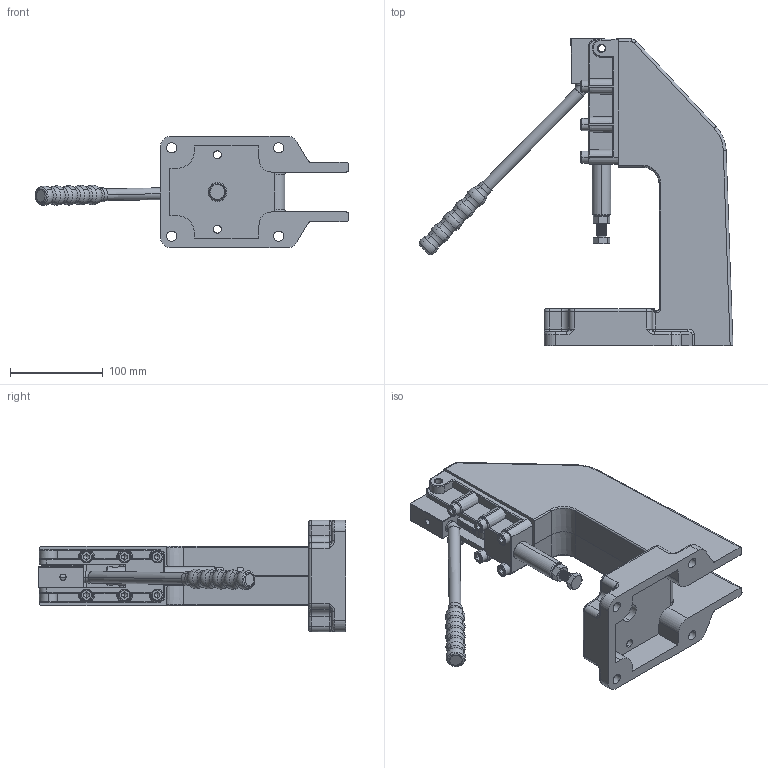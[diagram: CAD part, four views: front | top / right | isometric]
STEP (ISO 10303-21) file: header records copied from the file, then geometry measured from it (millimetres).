
FILE_DESCRIPTION (( 'STEP AP203' ), '1' );
FILE_NAME ('HS-31200PR .STEP', '2022-08-08T09:21:47', ( '微软用户' ), ( '微软中国' ), 'SwSTEP 2.0', 'SolidWorks 2012', '' );
FILE_SCHEMA (( 'CONFIG_CONTROL_DESIGN' ));
Products named in the file (11): HS-31200PR ; hexagon nut style 1_is_IS 1364-3 - M10-W-N; hhs(grade c)_is_IS 1363(Part2) - M10 x 70-WS; 忒梟裝; 忒參; 挴裝; 菁釱; 31200-HL-02; 蟀裝; 菁釱1; hexagon socket head cap screws gb_GB_FASTENER_SCREWS_HSHCS M8X45-N
Assembly tree (15 placements, depth 2):
  HS-31200PR 
    hexagon socket head cap screws gb_GB_FASTENER_SCREWS_HSHCS M8X45-N  x6
    菁釱1
    蟀裝
    31200-HL-02
    菁釱
    挴裝
    忒參
    忒梟裝
    hhs(grade c)_is_IS 1363(Part2) - M10 x 70-WS
    hexagon nut style 1_is_IS 1364-3 - M10-W-N
Bounding box: 337.52 x 331.03 x 120 mm (x, y, z)
Volume: 1218764.1 mm3; surface area: 306828.5 mm2
Topology: 15 solids, 15 shells, 1536 faces, 3840 edges, 2301 vertices
Faces by surface type: cylinder 581, cone 328, plane 312, bspline 242, torus 50, sphere 23
Entity records: 72089 total; most frequent: CARTESIAN_POINT 40542, ORIENTED_EDGE 6972, DIRECTION 5623, EDGE_CURVE 3486, AXIS2_PLACEMENT_3D 2143, VERTEX_POINT 2106, EDGE_LOOP 1494, FACE_OUTER_BOUND 1411
